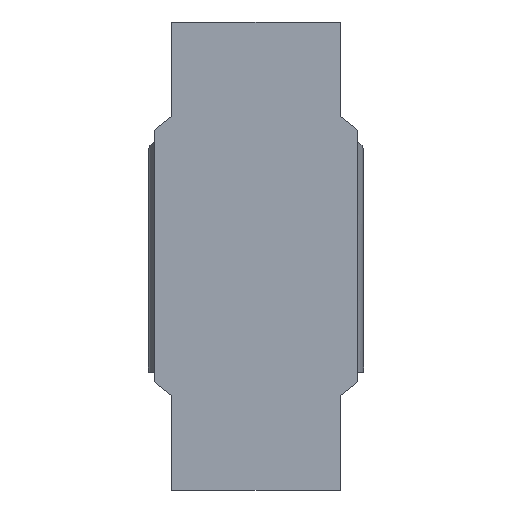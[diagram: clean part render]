
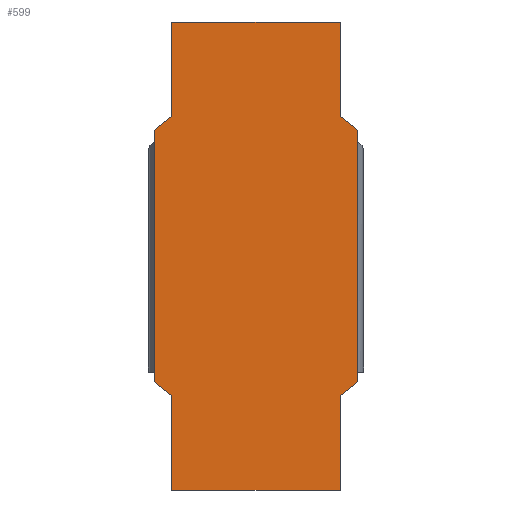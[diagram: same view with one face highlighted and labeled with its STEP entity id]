
A CAD part, front view. The second image highlights one B-rep face of the part: STEP entity #599.
In plain terms, the highlighted planar face has unit normal (0, -1, 0).
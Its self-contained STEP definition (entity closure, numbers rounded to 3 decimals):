
#17 = EDGE_CURVE ( 'NONE', #224, #833, #683, .T. ) ;
#39 = VERTEX_POINT ( 'NONE', #1056 ) ;
#49 = VERTEX_POINT ( 'NONE', #885 ) ;
#62 = DIRECTION ( 'NONE',  ( 0., 0., -1. ) ) ;
#63 = ORIENTED_EDGE ( 'NONE', *, *, #1060, .F. ) ;
#77 = VECTOR ( 'NONE', #767, 1000. ) ;
#89 = EDGE_CURVE ( 'NONE', #230, #1021, #686, .T. ) ;
#110 = EDGE_CURVE ( 'NONE', #156, #613, #215, .T. ) ;
#116 = CARTESIAN_POINT ( 'NONE',  ( 8.5, 0., -14.1 ) ) ;
#135 = CARTESIAN_POINT ( 'NONE',  ( -10.25, 0., 12.7 ) ) ;
#154 = EDGE_CURVE ( 'NONE', #39, #923, #398, .T. ) ;
#156 = VERTEX_POINT ( 'NONE', #310 ) ;
#157 = CARTESIAN_POINT ( 'NONE',  ( -10.25, 0., -12.7 ) ) ;
#187 = VECTOR ( 'NONE', #756, 1000. ) ;
#188 = DIRECTION ( 'NONE',  ( 0., 0., -1. ) ) ;
#201 = LINE ( 'NONE', #598, #311 ) ;
#215 = LINE ( 'NONE', #505, #716 ) ;
#217 = VERTEX_POINT ( 'NONE', #839 ) ;
#224 = VERTEX_POINT ( 'NONE', #135 ) ;
#230 = VERTEX_POINT ( 'NONE', #527 ) ;
#237 = ORIENTED_EDGE ( 'NONE', *, *, #110, .T. ) ;
#253 = CARTESIAN_POINT ( 'NONE',  ( 10.25, 0., 0. ) ) ;
#267 = DIRECTION ( 'NONE',  ( 0.781, 0., -0.625 ) ) ;
#269 = VECTOR ( 'NONE', #267, 1000. ) ;
#290 = EDGE_CURVE ( 'NONE', #224, #643, #625, .T. ) ;
#298 = DIRECTION ( 'NONE',  ( 0., 0., -1. ) ) ;
#309 = VECTOR ( 'NONE', #698, 1000. ) ;
#310 = CARTESIAN_POINT ( 'NONE',  ( 10.25, 0., 12.7 ) ) ;
#311 = VECTOR ( 'NONE', #571, 1000. ) ;
#332 = LINE ( 'NONE', #253, #1166 ) ;
#367 = AXIS2_PLACEMENT_3D ( 'NONE', #900, #913, #593 ) ;
#398 = LINE ( 'NONE', #1197, #877 ) ;
#399 = VECTOR ( 'NONE', #916, 1000. ) ;
#458 = CARTESIAN_POINT ( 'NONE',  ( 0., 0., -23.6 ) ) ;
#467 = CARTESIAN_POINT ( 'NONE',  ( -8.5, 0., 23.6 ) ) ;
#472 = LINE ( 'NONE', #1252, #269 ) ;
#491 = LINE ( 'NONE', #705, #309 ) ;
#500 = CARTESIAN_POINT ( 'NONE',  ( -8.5, 0., 0. ) ) ;
#505 = CARTESIAN_POINT ( 'NONE',  ( 10.195, 0., 12.744 ) ) ;
#513 = DIRECTION ( 'NONE',  ( -0.781, 0., 0.625 ) ) ;
#527 = CARTESIAN_POINT ( 'NONE',  ( -8.5, 0., -14.1 ) ) ;
#562 = VECTOR ( 'NONE', #188, 1000. ) ;
#571 = DIRECTION ( 'NONE',  ( 0., 0., 1. ) ) ;
#593 = DIRECTION ( 'NONE',  ( 0., 0., 1. ) ) ;
#598 = CARTESIAN_POINT ( 'NONE',  ( 8.5, 0., 0. ) ) ;
#599 = ADVANCED_FACE ( 'NONE', ( #701 ), #614, .F. ) ;
#613 = VERTEX_POINT ( 'NONE', #1121 ) ;
#614 = PLANE ( 'NONE',  #367 ) ;
#622 = ORIENTED_EDGE ( 'NONE', *, *, #693, .F. ) ;
#624 = ORIENTED_EDGE ( 'NONE', *, *, #290, .F. ) ;
#625 = LINE ( 'NONE', #1015, #399 ) ;
#631 = CARTESIAN_POINT ( 'NONE',  ( -8.5, 0., 0. ) ) ;
#643 = VERTEX_POINT ( 'NONE', #1261 ) ;
#661 = EDGE_CURVE ( 'NONE', #833, #230, #472, .T. ) ;
#674 = EDGE_CURVE ( 'NONE', #1021, #217, #947, .T. ) ;
#683 = LINE ( 'NONE', #873, #562 ) ;
#686 = LINE ( 'NONE', #500, #1068 ) ;
#693 = EDGE_CURVE ( 'NONE', #643, #911, #763, .T. ) ;
#698 = DIRECTION ( 'NONE',  ( 0., 0., -1. ) ) ;
#701 = FACE_OUTER_BOUND ( 'NONE', #1118, .T. ) ;
#705 = CARTESIAN_POINT ( 'NONE',  ( 8.5, 0., 0. ) ) ;
#716 = VECTOR ( 'NONE', #513, 1000. ) ;
#728 = LINE ( 'NONE', #758, #832 ) ;
#730 = ORIENTED_EDGE ( 'NONE', *, *, #17, .T. ) ;
#756 = DIRECTION ( 'NONE',  ( 0., 0., 1. ) ) ;
#758 = CARTESIAN_POINT ( 'NONE',  ( 0., 0., 23.6 ) ) ;
#763 = LINE ( 'NONE', #631, #187 ) ;
#767 = DIRECTION ( 'NONE',  ( 1., 0., 0. ) ) ;
#808 = DIRECTION ( 'NONE',  ( -0.781, 0., -0.625 ) ) ;
#832 = VECTOR ( 'NONE', #855, 1000. ) ;
#833 = VERTEX_POINT ( 'NONE', #157 ) ;
#838 = ORIENTED_EDGE ( 'NONE', *, *, #661, .T. ) ;
#839 = CARTESIAN_POINT ( 'NONE',  ( 8.5, 0., -23.6 ) ) ;
#843 = ORIENTED_EDGE ( 'NONE', *, *, #674, .T. ) ;
#855 = DIRECTION ( 'NONE',  ( 1., 0., 0. ) ) ;
#873 = CARTESIAN_POINT ( 'NONE',  ( -10.25, 0., 0. ) ) ;
#877 = VECTOR ( 'NONE', #808, 1000. ) ;
#885 = CARTESIAN_POINT ( 'NONE',  ( 8.5, 0., 23.6 ) ) ;
#900 = CARTESIAN_POINT ( 'NONE',  ( 0., 0., 0. ) ) ;
#911 = VERTEX_POINT ( 'NONE', #467 ) ;
#913 = DIRECTION ( 'NONE',  ( 0., 1., 0. ) ) ;
#916 = DIRECTION ( 'NONE',  ( 0.781, 0., 0.625 ) ) ;
#923 = VERTEX_POINT ( 'NONE', #116 ) ;
#938 = ORIENTED_EDGE ( 'NONE', *, *, #1257, .T. ) ;
#947 = LINE ( 'NONE', #458, #77 ) ;
#971 = ORIENTED_EDGE ( 'NONE', *, *, #154, .F. ) ;
#974 = EDGE_CURVE ( 'NONE', #923, #217, #491, .T. ) ;
#1015 = CARTESIAN_POINT ( 'NONE',  ( -10.195, 0., 12.744 ) ) ;
#1021 = VERTEX_POINT ( 'NONE', #1116 ) ;
#1024 = ORIENTED_EDGE ( 'NONE', *, *, #89, .T. ) ;
#1056 = CARTESIAN_POINT ( 'NONE',  ( 10.25, 0., -12.7 ) ) ;
#1060 = EDGE_CURVE ( 'NONE', #911, #49, #728, .T. ) ;
#1064 = EDGE_CURVE ( 'NONE', #156, #39, #332, .T. ) ;
#1068 = VECTOR ( 'NONE', #298, 1000. ) ;
#1116 = CARTESIAN_POINT ( 'NONE',  ( -8.5, 0., -23.6 ) ) ;
#1118 = EDGE_LOOP ( 'NONE', ( #624, #730, #838, #1024, #843, #1148, #971, #1127, #237, #938, #63, #622 ) ) ;
#1121 = CARTESIAN_POINT ( 'NONE',  ( 8.5, 0., 14.1 ) ) ;
#1127 = ORIENTED_EDGE ( 'NONE', *, *, #1064, .F. ) ;
#1148 = ORIENTED_EDGE ( 'NONE', *, *, #974, .F. ) ;
#1166 = VECTOR ( 'NONE', #62, 1000. ) ;
#1197 = CARTESIAN_POINT ( 'NONE',  ( 10.195, 0., -12.744 ) ) ;
#1252 = CARTESIAN_POINT ( 'NONE',  ( -10.195, 0., -12.744 ) ) ;
#1257 = EDGE_CURVE ( 'NONE', #613, #49, #201, .T. ) ;
#1261 = CARTESIAN_POINT ( 'NONE',  ( -8.5, 0., 14.1 ) ) ;
